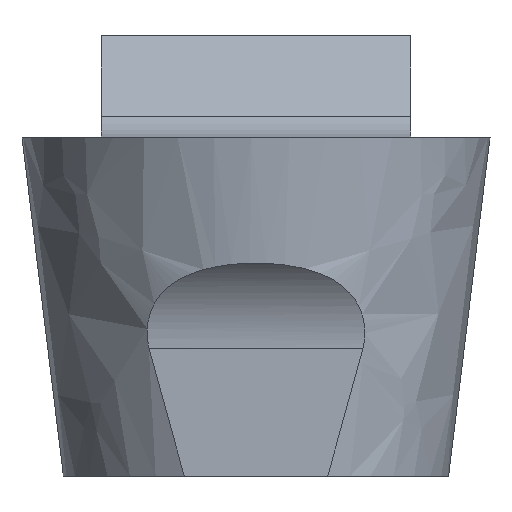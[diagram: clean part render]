
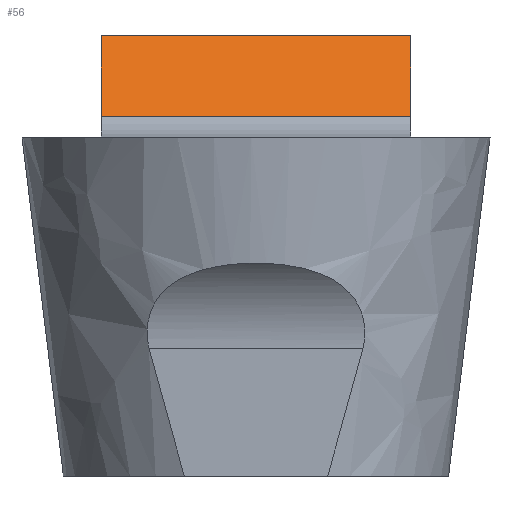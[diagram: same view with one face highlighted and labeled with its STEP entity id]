
A CAD part, front view. The second image highlights one B-rep face of the part: STEP entity #56.
In plain terms, the highlighted planar face has unit normal (0, -0.707, 0.707).
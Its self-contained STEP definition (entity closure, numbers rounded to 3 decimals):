
#56=ADVANCED_FACE('',(#102),#82,.F.);
#82=PLANE('',#600);
#102=FACE_OUTER_BOUND('',#130,.T.);
#130=EDGE_LOOP('',(#317,#318,#319,#320));
#169=LINE('',#1042,#217);
#175=LINE('',#1059,#223);
#179=LINE('',#1068,#227);
#186=LINE('',#1089,#234);
#217=VECTOR('',#645,1.);
#223=VECTOR('',#657,1.);
#227=VECTOR('',#665,1.);
#234=VECTOR('',#676,1.);
#317=ORIENTED_EDGE('',*,*,#492,.T.);
#318=ORIENTED_EDGE('',*,*,#514,.T.);
#319=ORIENTED_EDGE('',*,*,#500,.T.);
#320=ORIENTED_EDGE('',*,*,#505,.T.);
#435=VERTEX_POINT('',#1041);
#436=VERTEX_POINT('',#1043);
#443=VERTEX_POINT('',#1058);
#444=VERTEX_POINT('',#1060);
#492=EDGE_CURVE('',#436,#435,#169,.T.);
#500=EDGE_CURVE('',#444,#443,#175,.T.);
#505=EDGE_CURVE('',#443,#436,#179,.T.);
#514=EDGE_CURVE('',#435,#444,#186,.T.);
#600=AXIS2_PLACEMENT_3D('',#1090,#677,#678);
#645=DIRECTION('',(0.,-0.707,-0.707));
#657=DIRECTION('',(0.,0.707,0.707));
#665=DIRECTION('',(-1.,0.,0.));
#676=DIRECTION('',(1.,0.,0.));
#677=DIRECTION('',(0.,0.707,-0.707));
#678=DIRECTION('',(0.,0.707,0.707));
#1041=CARTESIAN_POINT('',(-2.1,6.609,0.293));
#1042=CARTESIAN_POINT('',(-2.1,16.175,9.859));
#1043=CARTESIAN_POINT('',(-2.1,7.7,1.384));
#1058=CARTESIAN_POINT('',(2.1,7.7,1.384));
#1059=CARTESIAN_POINT('',(2.1,13.191,6.875));
#1060=CARTESIAN_POINT('',(2.1,6.609,0.293));
#1068=CARTESIAN_POINT('',(2.1,7.7,1.384));
#1089=CARTESIAN_POINT('',(10.,6.609,0.293));
#1090=CARTESIAN_POINT('',(10.,11.7,5.384));
